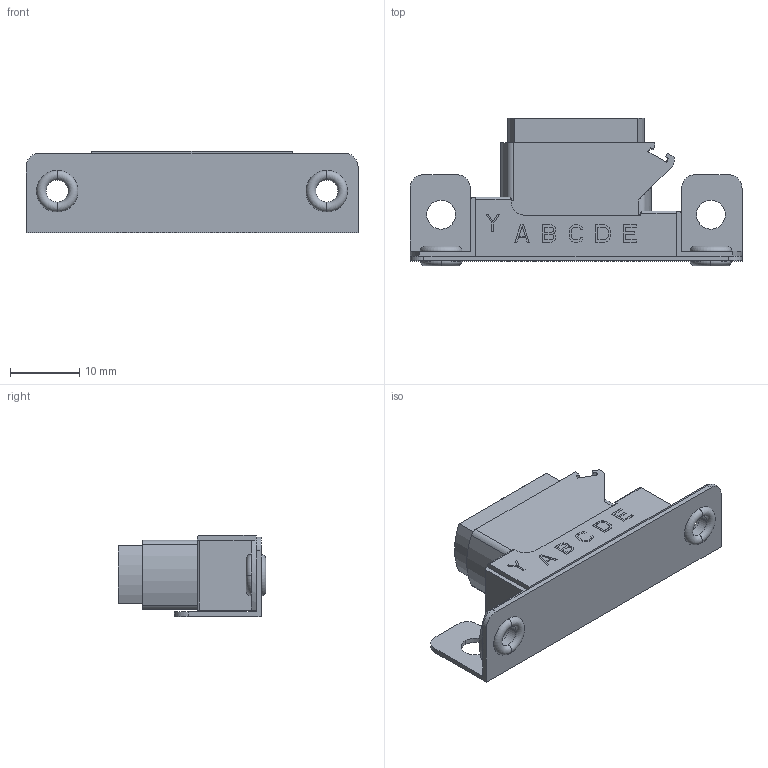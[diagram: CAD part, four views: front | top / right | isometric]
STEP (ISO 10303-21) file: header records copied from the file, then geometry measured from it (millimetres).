
FILE_DESCRIPTION((''),'2;1');
FILE_NAME('00111520502Y','2020-02-11T',('presta_be4'),(''),'CREO PARAMETRIC BY PTC INC, 2018360','CREO PARAMETRIC BY PTC INC, 2018360','');
FILE_SCHEMA(('CONFIG_CONTROL_DESIGN'));
Products named in the file (1): 00111520502Y
Bounding box: 48.01 x 21.36 x 11.76 mm (x, y, z)
Volume: 4369.8 mm3; surface area: 7218.5 mm2
Topology: 1 solids, 1 shells, 2020 faces, 5369 edges, 3426 vertices
Faces by surface type: plane 1002, cylinder 385, torus 333, cone 300
Entity records: 70851 total; most frequent: CARTESIAN_POINT 20839, ORIENTED_EDGE 10698, DIRECTION 10300, EDGE_CURVE 5349, AXIS2_PLACEMENT_3D 3902, VERTEX_POINT 3426, VECTOR 2496, LINE 2496
